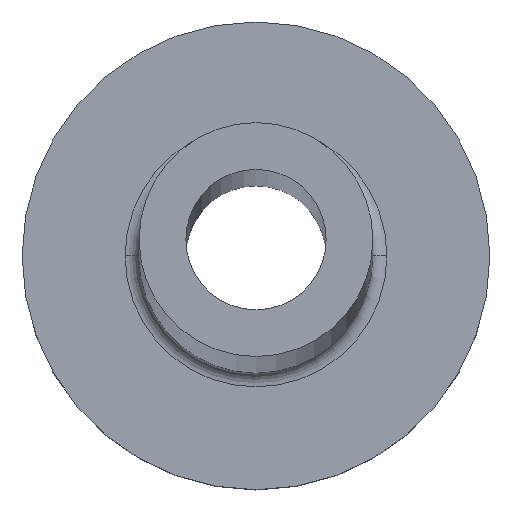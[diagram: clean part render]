
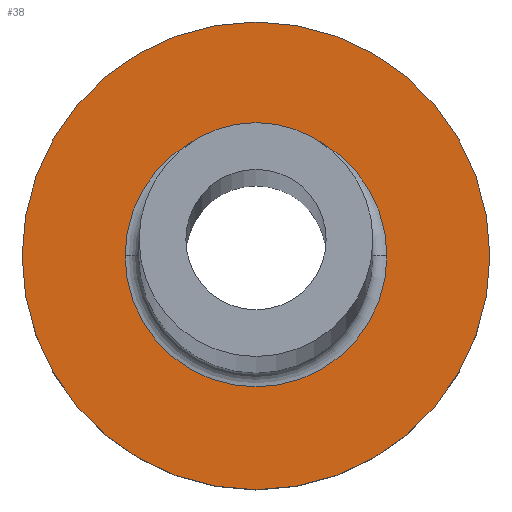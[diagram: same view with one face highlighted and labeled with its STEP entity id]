
A CAD part, top view. The second image highlights one B-rep face of the part: STEP entity #38.
In plain terms, the highlighted planar face has unit normal (0, 0, 1).
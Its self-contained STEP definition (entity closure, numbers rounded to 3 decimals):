
#1 = CARTESIAN_POINT ( 'NONE',  ( 2.8, 0., 3. ) ) ;
#11 = AXIS2_PLACEMENT_3D ( 'NONE', #141, #374, #50 ) ;
#21 = PLANE ( 'NONE',  #142 ) ;
#24 = CARTESIAN_POINT ( 'NONE',  ( 5., 0., 3. ) ) ;
#26 = VERTEX_POINT ( 'NONE', #24 ) ;
#31 = EDGE_CURVE ( 'NONE', #366, #102, #262, .T. ) ;
#38 = ADVANCED_FACE ( 'NONE', ( #375, #139 ), #21, .T. ) ;
#39 = DIRECTION ( 'NONE',  ( 1., 0., 0. ) ) ;
#42 = CIRCLE ( 'NONE', #264, 5. ) ;
#50 = DIRECTION ( 'NONE',  ( 1., 0., 0. ) ) ;
#57 = EDGE_CURVE ( 'NONE', #102, #366, #300, .T. ) ;
#58 = CIRCLE ( 'NONE', #217, 5. ) ;
#61 = CARTESIAN_POINT ( 'NONE',  ( 0., 0., 3. ) ) ;
#82 = DIRECTION ( 'NONE',  ( 1., 0., 0. ) ) ;
#102 = VERTEX_POINT ( 'NONE', #1 ) ;
#105 = ORIENTED_EDGE ( 'NONE', *, *, #172, .T. ) ;
#116 = DIRECTION ( 'NONE',  ( 1., 0., 0. ) ) ;
#125 = EDGE_CURVE ( 'NONE', #26, #274, #58, .T. ) ;
#139 = FACE_OUTER_BOUND ( 'NONE', #254, .T. ) ;
#141 = CARTESIAN_POINT ( 'NONE',  ( 0., 0., 3. ) ) ;
#142 = AXIS2_PLACEMENT_3D ( 'NONE', #238, #346, #260 ) ;
#172 = EDGE_CURVE ( 'NONE', #274, #26, #42, .T. ) ;
#179 = DIRECTION ( 'NONE',  ( 0., 0., 1. ) ) ;
#217 = AXIS2_PLACEMENT_3D ( 'NONE', #327, #179, #116 ) ;
#226 = ORIENTED_EDGE ( 'NONE', *, *, #31, .T. ) ;
#228 = EDGE_LOOP ( 'NONE', ( #336, #226 ) ) ;
#230 = AXIS2_PLACEMENT_3D ( 'NONE', #235, #343, #82 ) ;
#234 = CARTESIAN_POINT ( 'NONE',  ( -5., 0., 3. ) ) ;
#235 = CARTESIAN_POINT ( 'NONE',  ( 0., 0., 3. ) ) ;
#238 = CARTESIAN_POINT ( 'NONE',  ( 0., 0., 3. ) ) ;
#254 = EDGE_LOOP ( 'NONE', ( #105, #308 ) ) ;
#260 = DIRECTION ( 'NONE',  ( 1., 0., 0. ) ) ;
#262 = CIRCLE ( 'NONE', #11, 2.8 ) ;
#264 = AXIS2_PLACEMENT_3D ( 'NONE', #61, #333, #39 ) ;
#274 = VERTEX_POINT ( 'NONE', #234 ) ;
#275 = CARTESIAN_POINT ( 'NONE',  ( -2.8, 0., 3. ) ) ;
#300 = CIRCLE ( 'NONE', #230, 2.8 ) ;
#308 = ORIENTED_EDGE ( 'NONE', *, *, #125, .T. ) ;
#327 = CARTESIAN_POINT ( 'NONE',  ( 0., 0., 3. ) ) ;
#333 = DIRECTION ( 'NONE',  ( 0., 0., 1. ) ) ;
#336 = ORIENTED_EDGE ( 'NONE', *, *, #57, .T. ) ;
#343 = DIRECTION ( 'NONE',  ( 0., 0., -1. ) ) ;
#346 = DIRECTION ( 'NONE',  ( 0., 0., 1. ) ) ;
#366 = VERTEX_POINT ( 'NONE', #275 ) ;
#374 = DIRECTION ( 'NONE',  ( 0., 0., -1. ) ) ;
#375 = FACE_BOUND ( 'NONE', #228, .T. ) ;
